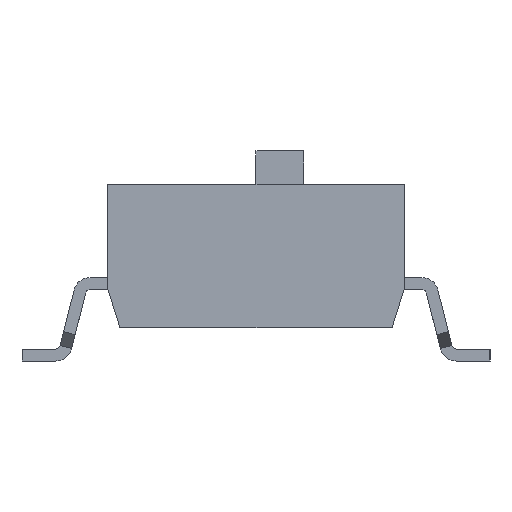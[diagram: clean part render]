
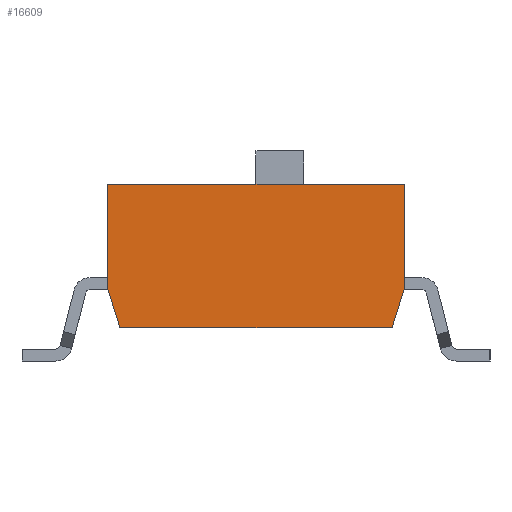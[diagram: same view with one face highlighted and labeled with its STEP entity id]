
A CAD part, left-side view. The second image highlights one B-rep face of the part: STEP entity #16609.
In plain terms, the highlighted planar face has unit normal (-1, 0, 0).
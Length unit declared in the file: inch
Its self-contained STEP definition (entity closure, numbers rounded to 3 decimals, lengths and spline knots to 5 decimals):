
#1653=FACE_OUTER_BOUND('',#2579,.T.);
#2579=EDGE_LOOP('',(#15061,#15062,#15063,#15064,#15065,#15066));
#4219=LINE('',#27936,#6125);
#4449=LINE('',#28404,#6355);
#4465=LINE('',#28425,#6371);
#4481=LINE('',#28444,#6387);
#4484=LINE('',#28448,#6390);
#4486=LINE('',#28452,#6392);
#6125=VECTOR('',#20868,0.3937);
#6355=VECTOR('',#21306,0.3937);
#6371=VECTOR('',#21324,0.3937);
#6387=VECTOR('',#21342,0.3937);
#6390=VECTOR('',#21347,0.3937);
#6392=VECTOR('',#21353,0.3937);
#7783=VERTEX_POINT('',#27933);
#7784=VERTEX_POINT('',#27935);
#7917=VERTEX_POINT('',#28402);
#7918=VERTEX_POINT('',#28403);
#7921=VERTEX_POINT('',#28423);
#7922=VERTEX_POINT('',#28424);
#10039=EDGE_CURVE('',#7784,#7783,#4219,.T.);
#10269=EDGE_CURVE('',#7917,#7918,#4449,.T.);
#10285=EDGE_CURVE('',#7921,#7922,#4465,.T.);
#10301=EDGE_CURVE('',#7917,#7783,#4481,.T.);
#10304=EDGE_CURVE('',#7922,#7784,#4484,.T.);
#10306=EDGE_CURVE('',#7921,#7918,#4486,.T.);
#15061=ORIENTED_EDGE('',*,*,#10269,.T.);
#15062=ORIENTED_EDGE('',*,*,#10306,.F.);
#15063=ORIENTED_EDGE('',*,*,#10285,.T.);
#15064=ORIENTED_EDGE('',*,*,#10304,.T.);
#15065=ORIENTED_EDGE('',*,*,#10039,.T.);
#15066=ORIENTED_EDGE('',*,*,#10301,.F.);
#15720=PLANE('',#17568);
#16609=ADVANCED_FACE('',(#1653),#15720,.T.);
#17568=AXIS2_PLACEMENT_3D('',#28451,#21351,#21352);
#20868=DIRECTION('',(0.,1.,0.));
#21306=DIRECTION('',(0.,-0.298,-0.954));
#21324=DIRECTION('',(0.,-0.298,0.954));
#21342=DIRECTION('',(0.,0.,1.));
#21347=DIRECTION('',(0.,0.,1.));
#21351=DIRECTION('center_axis',(-1.,0.,0.));
#21352=DIRECTION('ref_axis',(0.,0.,1.));
#21353=DIRECTION('',(0.,1.,0.));
#27933=CARTESIAN_POINT('',(-0.6185,0.12205,0.11811));
#27935=CARTESIAN_POINT('',(-0.6185,-0.12205,0.11811));
#27936=CARTESIAN_POINT('',(-0.6185,-0.12205,0.11811));
#28402=CARTESIAN_POINT('',(-0.6185,0.12205,0.0315));
#28403=CARTESIAN_POINT('',(-0.6185,0.1122,0.));
#28404=CARTESIAN_POINT('',(-0.6185,0.10671,-0.0176));
#28423=CARTESIAN_POINT('',(-0.6185,-0.1122,0.));
#28424=CARTESIAN_POINT('',(-0.6185,-0.12205,0.0315));
#28425=CARTESIAN_POINT('',(-0.6185,-0.11264,0.0014));
#28444=CARTESIAN_POINT('',(-0.6185,0.12205,0.));
#28448=CARTESIAN_POINT('',(-0.6185,-0.12205,0.));
#28451=CARTESIAN_POINT('Origin',(-0.6185,-0.12205,
0.));
#28452=CARTESIAN_POINT('',(-0.6185,-0.12205,0.));
